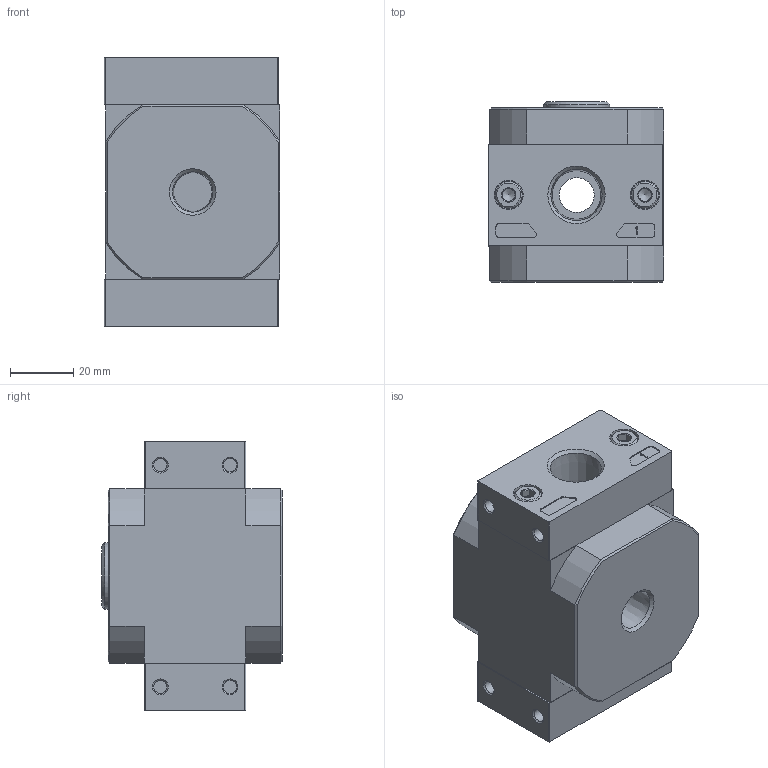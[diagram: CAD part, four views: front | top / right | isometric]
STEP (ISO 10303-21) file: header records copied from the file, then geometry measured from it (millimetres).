
FILE_DESCRIPTION(/* description */ ('STEP AP214'),/* implementation_level */ '2;1');
FILE_NAME(/* name */ '173935_FRM-H-3_8-D-MIDI-NPT',/* time_stamp */ '2024-08-28T18:54:00+02:00',/* author */ ('License CC BY-ND 4.0'),/* organization */ ('CADENAS'),/* preprocessor_version */ 'ST-DEVELOPER v19.3',/* originating_system */ 'PARTsolutions',/* authorisation */ ' ');
FILE_SCHEMA (('AUTOMOTIVE_DESIGN {1 0 10303 214 3 1 1}'));
Length unit declared in the file: millimetre
Products named in the file (7): 173935 FRM-H-3/8-D-MIDI-NPT; 4016334 FRM-H-...-MIDI; 369989 LF-D-MIDI; 679808 PBL-3/8-D-MIDI-R-NPT--P1; DIN-912 - M5x18(F); 679807 PBL-3/8-D-MIDI-L-NPT--P1; 31785 B-1/2-NPT
Assembly tree (10 placements, depth 2):
  173935 FRM-H-3/8-D-MIDI-NPT
    4016334 FRM-H-...-MIDI
    369989 LF-D-MIDI  x2
    679808 PBL-3/8-D-MIDI-R-NPT--P1
    DIN-912 - M5x18(F)  x4
    679807 PBL-3/8-D-MIDI-L-NPT--P1
    31785 B-1/2-NPT
Bounding box: 55.5 x 57 x 85 mm (x, y, z)
Volume: 179491.6 mm3; surface area: 47021.8 mm2
Topology: 10 solids, 10 shells, 338 faces, 734 edges, 445 vertices
Faces by surface type: plane 167, cone 99, cylinder 72
Full cylindrical faces by diameter (mm): 4.134 x8, 5 x4, 7.3 x4, 7.5 x2, 8.5 x4, 9.525 x1, 24.9 x1, 25 x1, 26 x1, 26.4 x1, 29 x1, 29.7 x1, 30.8 x1, 52 x1
Entity records: 7026 total; most frequent: CARTESIAN_POINT 1191, DIRECTION 1136, ORIENTED_EDGE 930, EDGE_CURVE 465, AXIS2_PLACEMENT_3D 455, FACE_BOUND 355, EDGE_LOOP 351, VERTEX_POINT 332
